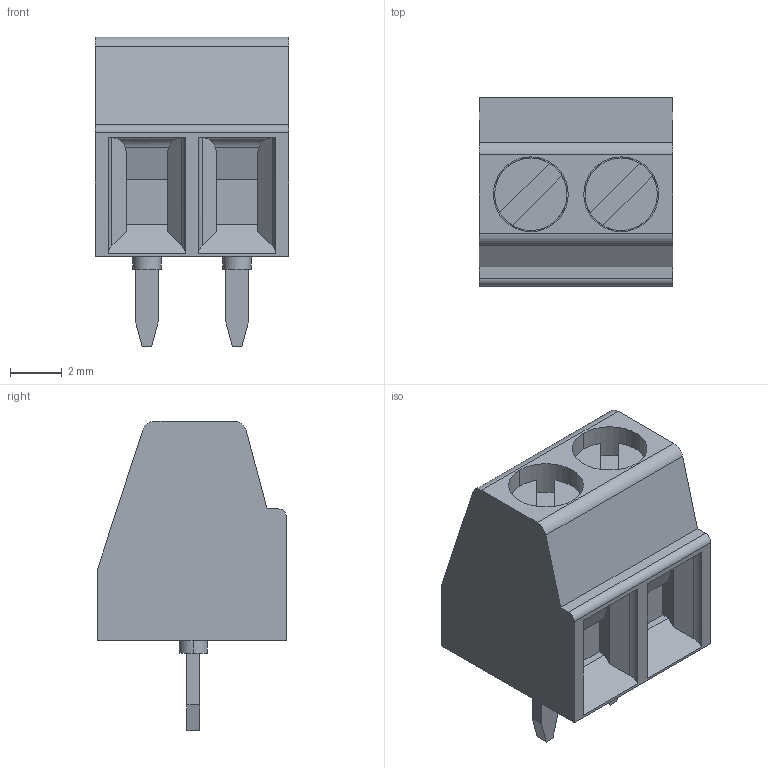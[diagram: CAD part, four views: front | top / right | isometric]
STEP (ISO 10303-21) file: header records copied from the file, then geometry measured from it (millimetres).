
FILE_DESCRIPTION(('STEP AP242'),'1');
FILE_NAME('1751248.stp','2021-12-21T07:00:03',('TraceParts'),('TraceParts S.A.'),'Spatial InterOp 3D',' ',' ');
FILE_SCHEMA(('AP242_MANAGED_MODEL_BASED_3D_ENGINEERING_MIM_LF {1 0 10303 442 1 1 4}'));
Length unit declared in the file: millimetre
Products named in the file (1): 1751248_1
Bounding box: 7.5 x 7.3 x 12 mm (x, y, z)
Volume: 364.7 mm3; surface area: 422.9 mm2
Topology: 3 solids, 3 shells, 119 faces, 303 edges, 202 vertices
Faces by surface type: plane 76, cylinder 43
Entity records: 4611 total; most frequent: DIRECTION 641, CARTESIAN_POINT 627, ORIENTED_EDGE 606, EDGE_CURVE 303, AXIS2_PLACEMENT_3D 216, LINE 209, VECTOR 209, VERTEX_POINT 202
